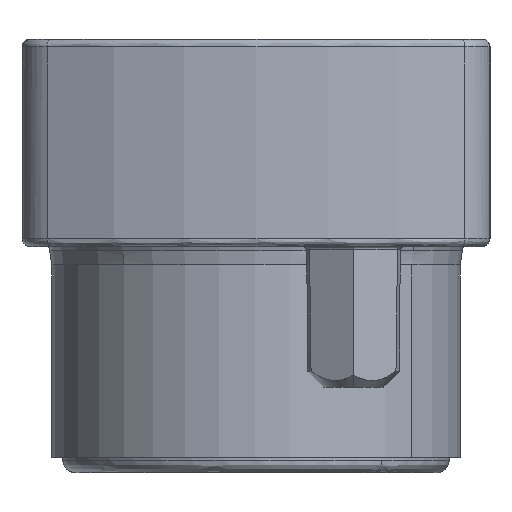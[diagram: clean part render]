
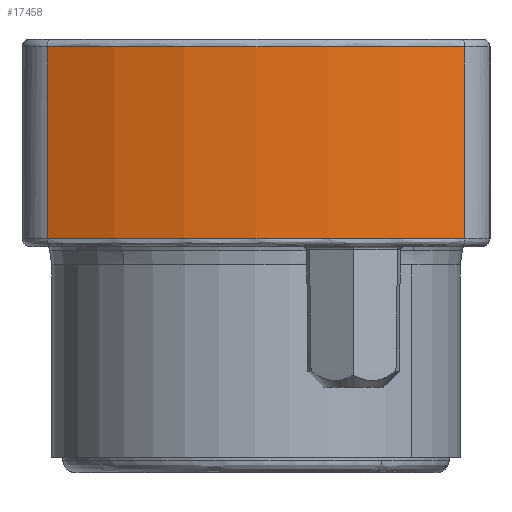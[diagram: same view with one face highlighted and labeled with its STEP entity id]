
A CAD part, left-side view. The second image highlights one B-rep face of the part: STEP entity #17458.
In plain terms, the highlighted cylindrical face has radius 7.367 mm (diameter 14.733 mm), a partial arc.
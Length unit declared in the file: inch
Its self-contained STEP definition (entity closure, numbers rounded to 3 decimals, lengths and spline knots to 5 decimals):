
#552 = AXIS2_PLACEMENT_3D ( 'NONE', #34755, #34757, #34758 ) ;
#553 = AXIS2_PLACEMENT_3D ( 'NONE', #34762, #34763, #34765 ) ;
#717 = EDGE_LOOP ( 'NONE', ( #4299, #4201, #4204, #3950 ) ) ;
#2746 = EDGE_CURVE ( 'NONE', #12032, #12029, #30871, .T. ) ;
#2747 = EDGE_CURVE ( 'NONE', #12030, #12027, #30867, .T. ) ;
#2837 = EDGE_CURVE ( 'NONE', #12030, #12029, #30902, .T. ) ;
#2838 = EDGE_CURVE ( 'NONE', #12027, #12032, #30905, .T. ) ;
#3950 = ORIENTED_EDGE ( 'NONE', *, *, #2746, .T. ) ;
#4201 = ORIENTED_EDGE ( 'NONE', *, *, #2747, .T. ) ;
#4204 = ORIENTED_EDGE ( 'NONE', *, *, #2838, .T. ) ;
#4299 = ORIENTED_EDGE ( 'NONE', *, *, #2837, .F. ) ;
#12027 = VERTEX_POINT ( 'NONE', #29637 ) ;
#12029 = VERTEX_POINT ( 'NONE', #29639 ) ;
#12030 = VERTEX_POINT ( 'NONE', #29640 ) ;
#12032 = VERTEX_POINT ( 'NONE', #29642 ) ;
#15787 = FACE_OUTER_BOUND ( 'NONE', #717, .T. ) ;
#15796 = CYLINDRICAL_SURFACE ( 'NONE', #37488, 0.29002 ) ;
#17458 = ADVANCED_FACE ( 'NONE', ( #15787 ), #15796, .T. ) ;
#29637 = CARTESIAN_POINT ( 'NONE',  ( -4.44792, 0.18492, 0.19785 ) ) ;
#29639 = CARTESIAN_POINT ( 'NONE',  ( -4.44792, -0.08277, 0.07485 ) ) ;
#29640 = CARTESIAN_POINT ( 'NONE',  ( -4.44792, -0.08277, 0.19785 ) ) ;
#29642 = CARTESIAN_POINT ( 'NONE',  ( -4.44792, 0.18492, 0.07485 ) ) ;
#30867 = CIRCLE ( 'NONE', #553, 0.29002 ) ;
#30871 = CIRCLE ( 'NONE', #552, 0.29002 ) ;
#30902 = LINE ( 'NONE', #35598, #30907 ) ;
#30905 = LINE ( 'NONE', #35603, #30909 ) ;
#30907 = VECTOR ( 'NONE', #35601, 39.37008 ) ;
#30909 = VECTOR ( 'NONE', #35606, 39.37008 ) ;
#34755 = CARTESIAN_POINT ( 'NONE',  ( -4.19062, 0.05108, 0.07485 ) ) ;
#34757 = DIRECTION ( 'NONE',  ( 0., 0., 1. ) ) ;
#34758 = DIRECTION ( 'NONE',  ( 1., 0., 0. ) ) ;
#34762 = CARTESIAN_POINT ( 'NONE',  ( -4.19062, 0.05108, 0.19785 ) ) ;
#34763 = DIRECTION ( 'NONE',  ( 0., 0., -1. ) ) ;
#34765 = DIRECTION ( 'NONE',  ( 1., 0., 0. ) ) ;
#35598 = CARTESIAN_POINT ( 'NONE',  ( -4.44792, -0.08277, 0.06985 ) ) ;
#35601 = DIRECTION ( 'NONE',  ( 0., 0., -1. ) ) ;
#35603 = CARTESIAN_POINT ( 'NONE',  ( -4.44792, 0.18492, 0.06985 ) ) ;
#35606 = DIRECTION ( 'NONE',  ( 0., 0., -1. ) ) ;
#37488 = AXIS2_PLACEMENT_3D ( 'NONE', #40242, #40243, #40252 ) ;
#40242 = CARTESIAN_POINT ( 'NONE',  ( -4.19062, 0.05108, 0.06985 ) ) ;
#40243 = DIRECTION ( 'NONE',  ( 0., 0., 1. ) ) ;
#40252 = DIRECTION ( 'NONE',  ( 1., 0., 0. ) ) ;
